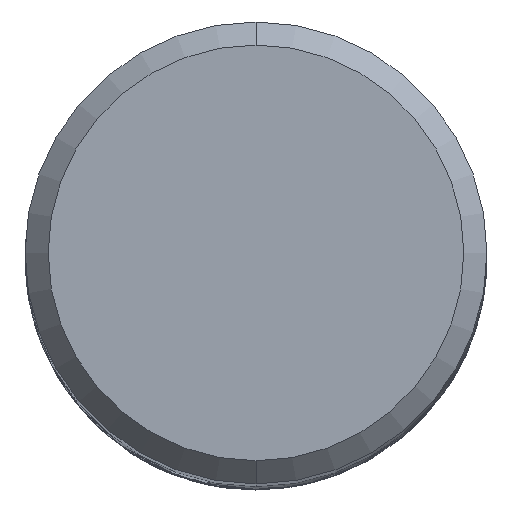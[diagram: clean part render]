
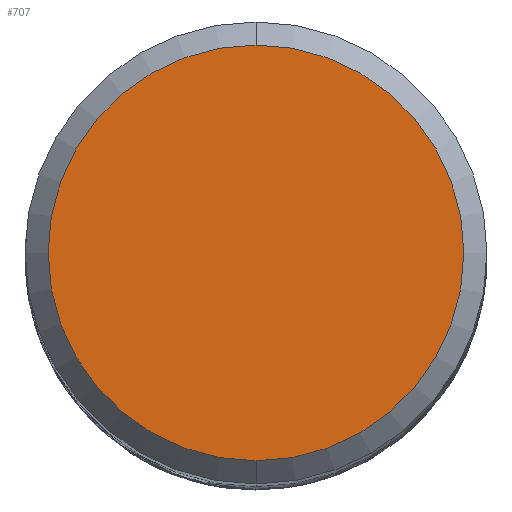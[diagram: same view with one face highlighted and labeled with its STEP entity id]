
A CAD part, top view. The second image highlights one B-rep face of the part: STEP entity #707.
In plain terms, the highlighted planar face has unit normal (0, 0, 1).
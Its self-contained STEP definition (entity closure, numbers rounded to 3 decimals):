
#707=ADVANCED_FACE('',(#1830),#1831,.T.);
#891=EDGE_CURVE('',#985,#1499,#2037,.T.);
#985=VERTEX_POINT('',#2140);
#1229=EDGE_CURVE('',#1499,#985,#2398,.T.);
#1499=VERTEX_POINT('',#2692);
#1830=FACE_OUTER_BOUND('',#5047,.T.);
#1831=PLANE('',#5048);
#2037=CIRCLE('',#8494,5.4);
#2140=CARTESIAN_POINT('',(0.,-5.4,0.0));
#2398=CIRCLE('',#11613,5.4);
#2692=CARTESIAN_POINT('',(0.0,5.4,0.0));
#5047=EDGE_LOOP('',(#17049,#17050));
#5048=AXIS2_PLACEMENT_3D('',#17051,#17052,#17053);
#8494=AXIS2_PLACEMENT_3D('',#17307,#17308,#17309);
#11613=AXIS2_PLACEMENT_3D('',#17614,#17615,#17616);
#17049=ORIENTED_EDGE('',*,*,#1229,.F.);
#17050=ORIENTED_EDGE('',*,*,#891,.F.);
#17051=CARTESIAN_POINT('',(0.0,2.7,0.0));
#17052=DIRECTION('',(-0.0,0.0,1.0));
#17053=DIRECTION('',(0.0,-1.0,0.0));
#17307=CARTESIAN_POINT('',(0.0,0.0,0.0));
#17308=DIRECTION('',(0.0,0.0,-1.0));
#17309=DIRECTION('',(0.0,1.0,0.0));
#17614=CARTESIAN_POINT('',(0.0,0.0,0.0));
#17615=DIRECTION('',(0.0,0.0,-1.0));
#17616=DIRECTION('',(0.0,1.0,0.0));
